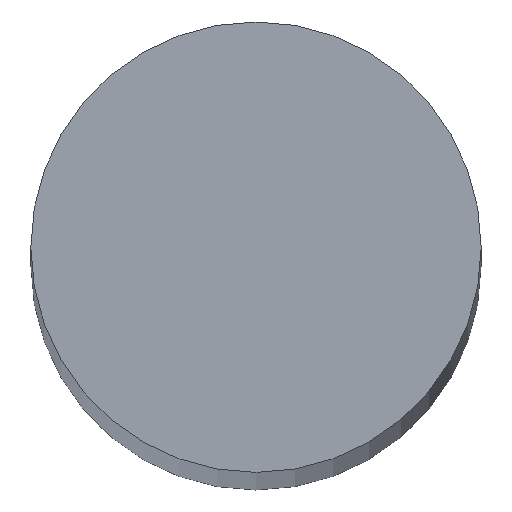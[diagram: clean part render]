
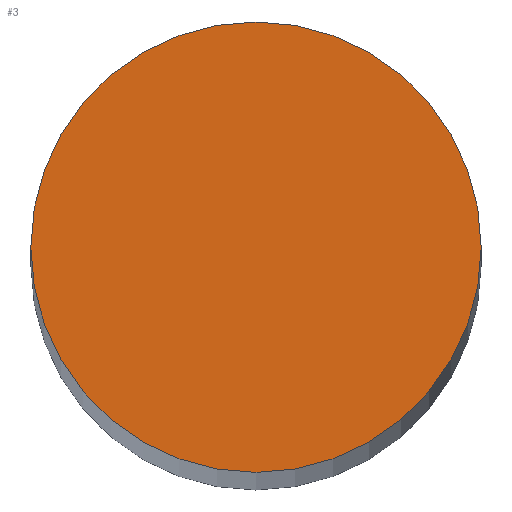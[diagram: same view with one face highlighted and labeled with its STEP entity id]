
A CAD part, top view. The second image highlights one B-rep face of the part: STEP entity #3.
In plain terms, the highlighted planar face has unit normal (0, 0, 1).
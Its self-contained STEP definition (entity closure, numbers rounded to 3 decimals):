
#3 = ADVANCED_FACE ( 'NONE', ( #143 ), #115, .T. ) ;
#18 = CARTESIAN_POINT ( 'NONE',  ( 0., 0., 269. ) ) ;
#19 = ORIENTED_EDGE ( 'NONE', *, *, #87, .T. ) ;
#36 = DIRECTION ( 'NONE',  ( 0., 0., 1. ) ) ;
#45 = DIRECTION ( 'NONE',  ( 1., 0., 0. ) ) ;
#47 = AXIS2_PLACEMENT_3D ( 'NONE', #18, #36, #45 ) ;
#50 = CIRCLE ( 'NONE', #139, 6. ) ;
#52 = CARTESIAN_POINT ( 'NONE',  ( 0., 0., 269. ) ) ;
#77 = VERTEX_POINT ( 'NONE', #108 ) ;
#82 = DIRECTION ( 'NONE',  ( 1., 0., 0. ) ) ;
#83 = AXIS2_PLACEMENT_3D ( 'NONE', #52, #159, #82 ) ;
#87 = EDGE_CURVE ( 'NONE', #77, #91, #50, .T. ) ;
#91 = VERTEX_POINT ( 'NONE', #107 ) ;
#103 = CIRCLE ( 'NONE', #83, 6. ) ;
#107 = CARTESIAN_POINT ( 'NONE',  ( 6., 0., 269. ) ) ;
#108 = CARTESIAN_POINT ( 'NONE',  ( -6., 0., 269. ) ) ;
#115 = PLANE ( 'NONE',  #47 ) ;
#118 = EDGE_LOOP ( 'NONE', ( #19, #167 ) ) ;
#121 = DIRECTION ( 'NONE',  ( 1., 0., 0. ) ) ;
#122 = DIRECTION ( 'NONE',  ( 0., 0., 1. ) ) ;
#135 = CARTESIAN_POINT ( 'NONE',  ( 0., 0., 269. ) ) ;
#136 = EDGE_CURVE ( 'NONE', #91, #77, #103, .T. ) ;
#139 = AXIS2_PLACEMENT_3D ( 'NONE', #135, #122, #121 ) ;
#143 = FACE_OUTER_BOUND ( 'NONE', #118, .T. ) ;
#159 = DIRECTION ( 'NONE',  ( 0., 0., 1. ) ) ;
#167 = ORIENTED_EDGE ( 'NONE', *, *, #136, .T. ) ;
